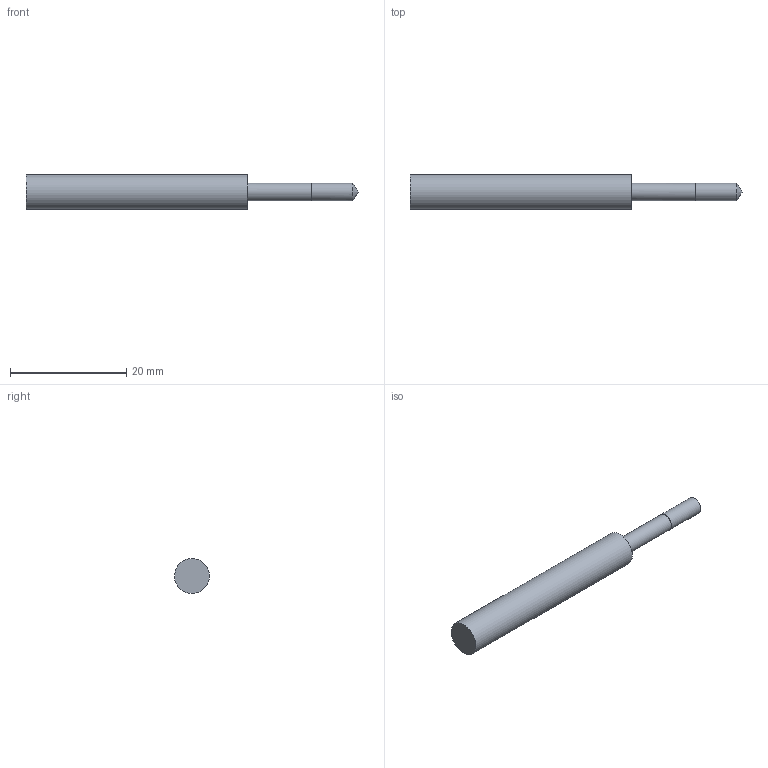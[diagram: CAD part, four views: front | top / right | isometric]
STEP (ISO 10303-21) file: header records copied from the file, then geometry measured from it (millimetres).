
FILE_DESCRIPTION(('STEP'), '1');
FILE_NAME('CAD_208080_3.stp', '2022-05-12T15:51:57', (''), (''), 'HarmonyWare STEP v2.1.2-dev Express v3.0.0.0', '', '');
FILE_SCHEMA(('AUTOMOTIVE_DESIGN'));
Length unit declared in the file: millimetre
Products named in the file (1): NONE
Bounding box: 57 x 6 x 6 mm (x, y, z)
Volume: 1209.5 mm3; surface area: 960.5 mm2
Topology: 2 solids, 2 shells, 8 faces, 13 edges, 9 vertices
Faces by surface type: bspline 8
Entity records: 275 total; most frequent: CARTESIAN_POINT 161, ORIENTED_EDGE 24, EDGE_CURVE 12, EDGE_LOOP 9, VERTEX_POINT 9, ADVANCED_FACE 8, FACE_OUTER_BOUND 8, B_SPLINE_SURFACE_WITH_KNOTS 4
